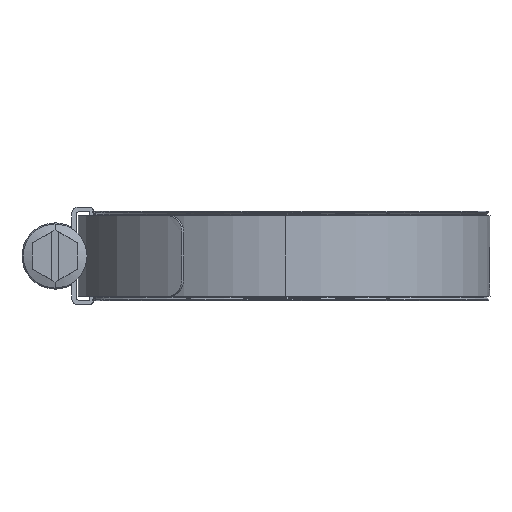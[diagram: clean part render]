
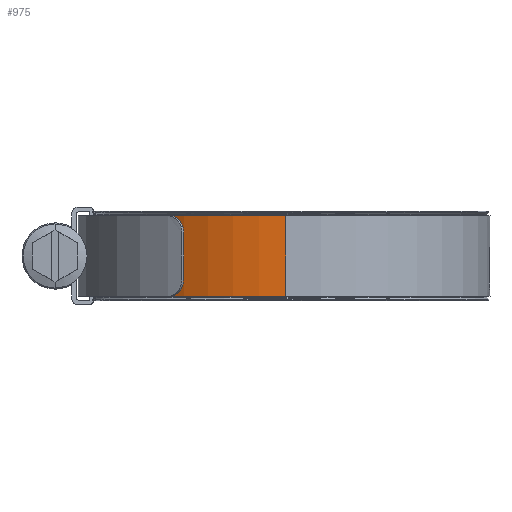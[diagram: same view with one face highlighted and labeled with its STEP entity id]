
A CAD part, left-side view. The second image highlights one B-rep face of the part: STEP entity #975.
In plain terms, the highlighted cylindrical face has radius 36.1 mm (diameter 72.2 mm), a partial arc.
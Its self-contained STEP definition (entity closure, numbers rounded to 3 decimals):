
#397 = CIRCLE ( 'NONE', #9082, 36.1 ) ;
#566 = VECTOR ( 'NONE', #2725, 1000. ) ;
#975 = ADVANCED_FACE ( 'NONE', ( #11773 ), #10791, .T. ) ;
#1126 = EDGE_CURVE ( 'NONE', #1539, #1462, #397, .T. ) ;
#1172 = CARTESIAN_POINT ( 'NONE',  ( 0., 0., -7.135 ) ) ;
#1286 = CARTESIAN_POINT ( 'NONE',  ( 0., 36.1, -7.135 ) ) ;
#1462 = VERTEX_POINT ( 'NONE', #12582 ) ;
#1539 = VERTEX_POINT ( 'NONE', #1286 ) ;
#1758 = CARTESIAN_POINT ( 'NONE',  ( 0., 0., 7.135 ) ) ;
#2506 = DIRECTION ( 'NONE',  ( -1., 0., 0. ) ) ;
#2639 = DIRECTION ( 'NONE',  ( 0., 0., -1. ) ) ;
#2725 = DIRECTION ( 'NONE',  ( 0., 0., -1. ) ) ;
#3738 = AXIS2_PLACEMENT_3D ( 'NONE', #4402, #9750, #2506 ) ;
#3868 = CIRCLE ( 'NONE', #5625, 36.1 ) ;
#4402 = CARTESIAN_POINT ( 'NONE',  ( 0., 0., 7.135 ) ) ;
#4821 = LINE ( 'NONE', #10234, #566 ) ;
#5194 = CARTESIAN_POINT ( 'NONE',  ( 0., 36.1, 7.135 ) ) ;
#5468 = EDGE_LOOP ( 'NONE', ( #8775, #9214, #12384, #12015 ) ) ;
#5625 = AXIS2_PLACEMENT_3D ( 'NONE', #1758, #12341, #11226 ) ;
#5760 = CARTESIAN_POINT ( 'NONE',  ( -36.1, 0., 7.135 ) ) ;
#7271 = VERTEX_POINT ( 'NONE', #5194 ) ;
#8280 = EDGE_CURVE ( 'NONE', #7271, #1539, #4821, .T. ) ;
#8775 = ORIENTED_EDGE ( 'NONE', *, *, #10623, .F. ) ;
#9082 = AXIS2_PLACEMENT_3D ( 'NONE', #1172, #11816, #10492 ) ;
#9214 = ORIENTED_EDGE ( 'NONE', *, *, #11287, .F. ) ;
#9750 = DIRECTION ( 'NONE',  ( 0., 0., -1. ) ) ;
#10234 = CARTESIAN_POINT ( 'NONE',  ( 0., 36.1, 7.135 ) ) ;
#10492 = DIRECTION ( 'NONE',  ( 1., 0., 0. ) ) ;
#10611 = CARTESIAN_POINT ( 'NONE',  ( -36.1, 0., 7.135 ) ) ;
#10623 = EDGE_CURVE ( 'NONE', #13687, #1462, #11122, .T. ) ;
#10791 = CYLINDRICAL_SURFACE ( 'NONE', #3738, 36.1 ) ;
#11122 = LINE ( 'NONE', #5760, #12762 ) ;
#11226 = DIRECTION ( 'NONE',  ( 1., 0., 0. ) ) ;
#11287 = EDGE_CURVE ( 'NONE', #7271, #13687, #3868, .T. ) ;
#11773 = FACE_OUTER_BOUND ( 'NONE', #5468, .T. ) ;
#11816 = DIRECTION ( 'NONE',  ( 0., 0., 1. ) ) ;
#12015 = ORIENTED_EDGE ( 'NONE', *, *, #1126, .T. ) ;
#12341 = DIRECTION ( 'NONE',  ( 0., 0., 1. ) ) ;
#12384 = ORIENTED_EDGE ( 'NONE', *, *, #8280, .T. ) ;
#12582 = CARTESIAN_POINT ( 'NONE',  ( -36.1, 0., -7.135 ) ) ;
#12762 = VECTOR ( 'NONE', #2639, 1000. ) ;
#13687 = VERTEX_POINT ( 'NONE', #10611 ) ;
